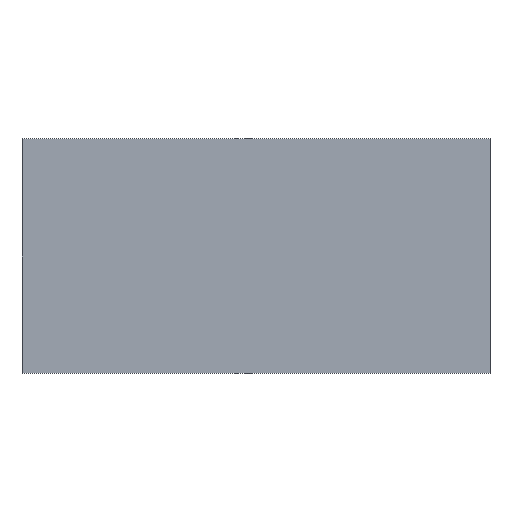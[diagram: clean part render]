
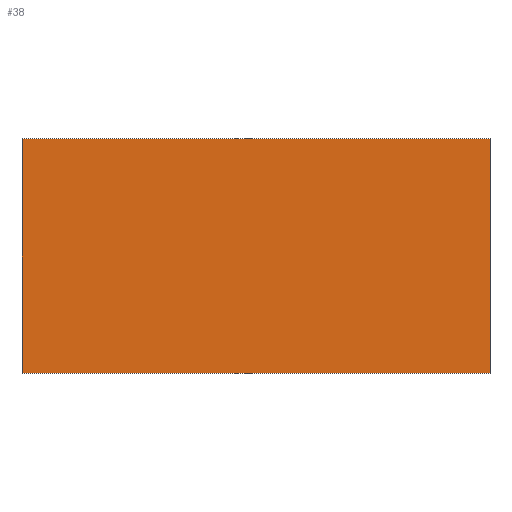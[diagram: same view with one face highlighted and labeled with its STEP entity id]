
A CAD part, top view. The second image highlights one B-rep face of the part: STEP entity #38.
In plain terms, the highlighted planar face has unit normal (0, 0, 1).
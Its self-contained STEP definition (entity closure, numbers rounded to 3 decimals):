
#38=ADVANCED_FACE('',(#50),#44,.T.);
#44=PLANE('',#131);
#50=FACE_OUTER_BOUND('',#56,.T.);
#56=EDGE_LOOP('',(#74,#75,#76,#77));
#74=ORIENTED_EDGE('',*,*,#92,.T.);
#75=ORIENTED_EDGE('',*,*,#96,.T.);
#76=ORIENTED_EDGE('',*,*,#99,.T.);
#77=ORIENTED_EDGE('',*,*,#101,.T.);
#84=VERTEX_POINT('',#164);
#85=VERTEX_POINT('',#166);
#87=VERTEX_POINT('',#172);
#89=VERTEX_POINT('',#178);
#92=EDGE_CURVE('',#85,#84,#104,.T.);
#96=EDGE_CURVE('',#84,#87,#108,.T.);
#99=EDGE_CURVE('',#87,#89,#111,.T.);
#101=EDGE_CURVE('',#89,#85,#113,.T.);
#104=LINE('',#165,#116);
#108=LINE('',#173,#120);
#111=LINE('',#179,#123);
#113=LINE('',#182,#125);
#116=VECTOR('',#137,1.);
#120=VECTOR('',#143,1.);
#123=VECTOR('',#148,1.);
#125=VECTOR('',#152,1.);
#131=AXIS2_PLACEMENT_3D('',#184,#155,#156);
#137=DIRECTION('',(0.,-1.,0.));
#143=DIRECTION('',(1.,0.,0.));
#148=DIRECTION('',(0.,1.,0.));
#152=DIRECTION('',(-1.,0.,0.));
#155=DIRECTION('',(0.,0.,1.));
#156=DIRECTION('',(1.,0.,0.));
#164=CARTESIAN_POINT('',(-606.724,-303.577,0.));
#165=CARTESIAN_POINT('',(-606.724,303.577,0.));
#166=CARTESIAN_POINT('',(-606.724,303.577,0.));
#172=CARTESIAN_POINT('',(606.724,-303.577,0.));
#173=CARTESIAN_POINT('',(-606.724,-303.577,0.));
#178=CARTESIAN_POINT('',(606.724,303.577,0.));
#179=CARTESIAN_POINT('',(606.724,-303.577,0.));
#182=CARTESIAN_POINT('',(606.724,303.577,0.));
#184=CARTESIAN_POINT('',(0.,0.,0.));
